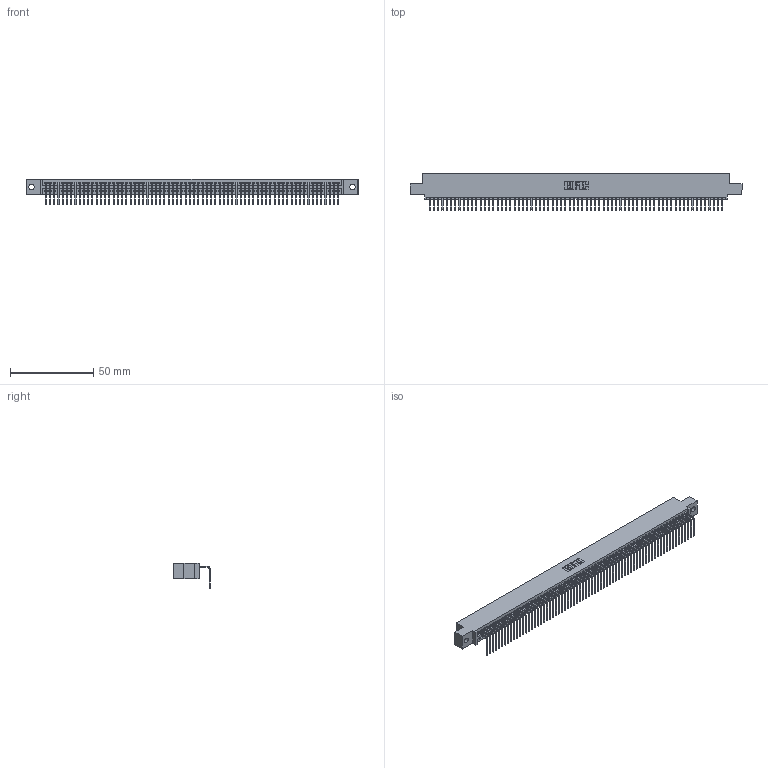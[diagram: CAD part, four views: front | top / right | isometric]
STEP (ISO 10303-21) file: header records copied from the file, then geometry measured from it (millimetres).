
FILE_DESCRIPTION (( 'STEP AP203' ), '1' );
FILE_NAME ('395-070-558-402.STEP', '2018-11-27T02:00:05', ( '' ), ( '' ), 'SwSTEP 2.0', 'SolidWorks 2016', '' );
FILE_SCHEMA (( 'CONFIG_CONTROL_DESIGN' ));
Length unit declared in the file: inch
Products named in the file (3): 395-070-558-402; 345-292-001_558 Tail - 2; 345 Part_0.110 Offset - 0.128 Dia
Assembly tree (71 placements, depth 2):
  395-070-558-402
    345 Part_0.110 Offset - 0.128 Dia
    345-292-001_558 Tail - 2  x70
Bounding box: 199.01 x 21.83 x 15.37 mm (x, y, z)
Volume: 19254.6 mm3; surface area: 27149 mm2
Topology: 71 solids, 71 shells, 4330 faces, 13093 edges, 8634 vertices
Faces by surface type: plane 3024, cylinder 1306
Entity records: 49133 total; most frequent: ORIENTED_EDGE 8522, CARTESIAN_POINT 8518, DIRECTION 7397, EDGE_CURVE 4261, LINE 3849, VECTOR 3849, VERTEX_POINT 2838, AXIS2_PLACEMENT_3D 1774
